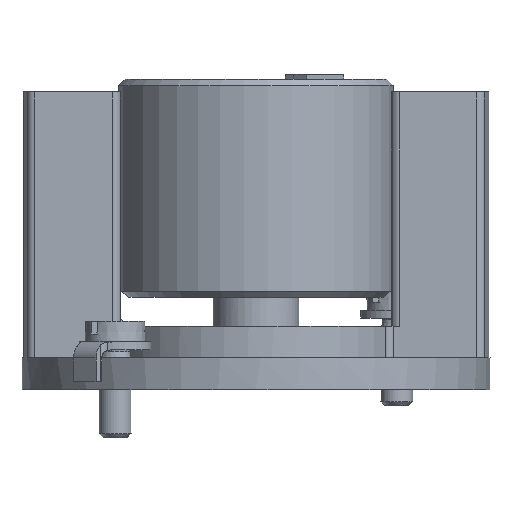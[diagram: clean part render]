
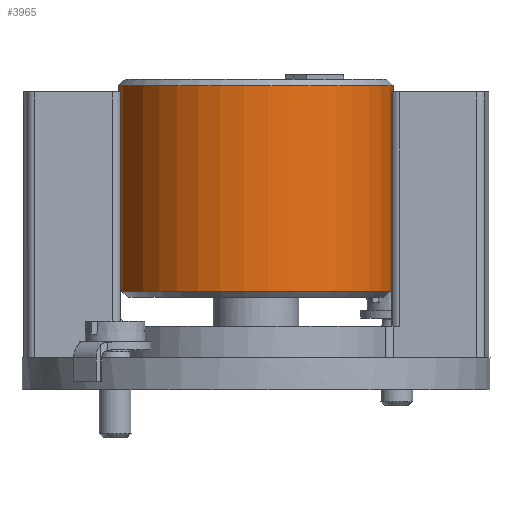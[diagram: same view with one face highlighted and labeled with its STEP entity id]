
A CAD part, left-side view. The second image highlights one B-rep face of the part: STEP entity #3965.
In plain terms, the highlighted cylindrical face has radius 8.65 mm (diameter 17.3 mm), a full revolution.
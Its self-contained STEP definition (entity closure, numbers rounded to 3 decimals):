
#266=CIRCLE('',#4449,8.65);
#267=CIRCLE('',#4451,8.65);
#385=CYLINDRICAL_SURFACE('',#4450,8.65);
#1076=ORIENTED_EDGE('',*,*,#1934,.F.);
#1077=ORIENTED_EDGE('',*,*,#1933,.T.);
#1933=EDGE_CURVE('',#2401,#2401,#266,.T.);
#1934=EDGE_CURVE('',#2402,#2402,#267,.T.);
#2401=VERTEX_POINT('',#6683);
#2402=VERTEX_POINT('',#6686);
#3323=EDGE_LOOP('',(#1076));
#3324=EDGE_LOOP('',(#1077));
#3599=FACE_BOUND('',#3323,.T.);
#3600=FACE_BOUND('',#3324,.T.);
#3965=ADVANCED_FACE('',(#3599,#3600),#385,.T.);
#4449=AXIS2_PLACEMENT_3D('',#6682,#5402,#5403);
#4450=AXIS2_PLACEMENT_3D('',#6684,#5404,#5405);
#4451=AXIS2_PLACEMENT_3D('',#6685,#5406,#5407);
#5402=DIRECTION('',(0.,0.,-1.));
#5403=DIRECTION('',(-1.,0.,0.));
#5404=DIRECTION('',(0.,0.,-1.));
#5405=DIRECTION('',(-1.,0.,0.));
#5406=DIRECTION('',(0.,0.,-1.));
#5407=DIRECTION('',(-1.,0.,0.));
#6682=CARTESIAN_POINT('',(0.,0.,-0.4));
#6683=CARTESIAN_POINT('',(-8.65,0.,-0.4));
#6684=CARTESIAN_POINT('',(0.,0.,-13.7));
#6685=CARTESIAN_POINT('',(0.,0.,-13.3));
#6686=CARTESIAN_POINT('',(-8.65,0.,-13.3));
